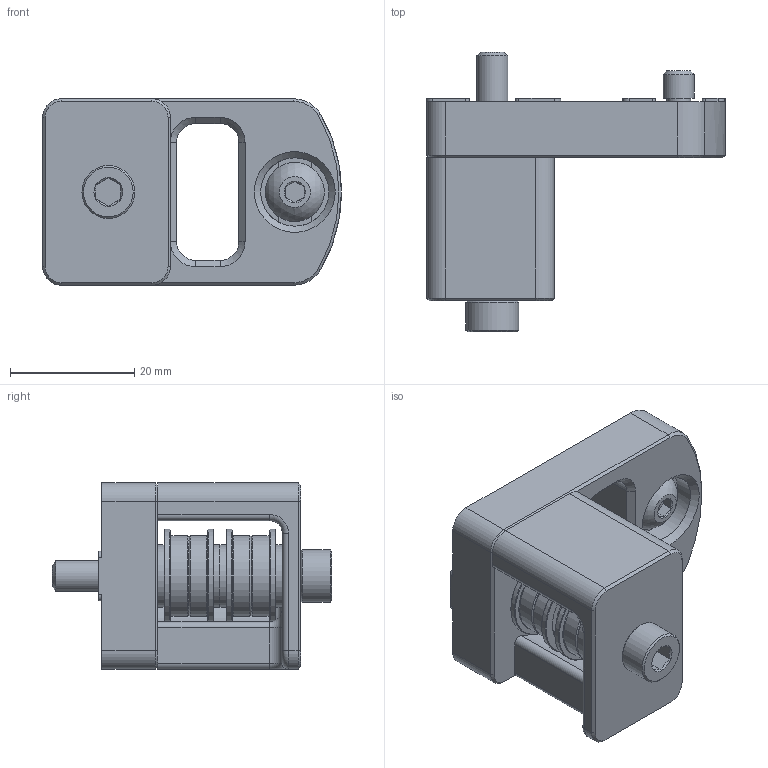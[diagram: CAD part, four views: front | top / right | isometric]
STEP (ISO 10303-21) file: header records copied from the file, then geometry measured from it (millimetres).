
FILE_DESCRIPTION(/* description */ (''),/* implementation_level */ '2;1');
FILE_NAME(/* name */ 'Idler Assembly.stp',/* time_stamp */ '2024-08-17T16:05:58-06:00',/* author */ ('PC'),/* organization */ (''),/* preprocessor_version */ 'ST-DEVELOPER v20',/* originating_system */ 'Autodesk Inventor 2025',/* authorisation */ '');
FILE_SCHEMA (('AUTOMOTIVE_DESIGN { 1 0 10303 214 3 1 1 }'));
Length unit declared in the file: millimetre
Products named in the file (9): Upper Block - Left; Idler Pulley Assembly v3 (2); Idler Pulley Assembly v3 (3); F695-2RS v1 (1); F695-2RS v1 (2); M5 1mm Spacer; M5x10 BHCS; M5x40 SHCS (1); Pieza654
Assembly tree (13 placements, depth 3):
  Upper Block - Left
    Idler Pulley Assembly v3 (2)
      F695-2RS v1 (1)
      F695-2RS v1 (2)
      M5 1mm Spacer  x2
    Idler Pulley Assembly v3 (3)
      F695-2RS v1 (1)
      F695-2RS v1 (2)
      M5 1mm Spacer  x2
    M5x10 BHCS
    M5x40 SHCS (1)
    Pieza654
Bounding box: 48.08 x 45 x 30 mm (x, y, z)
Volume: 19896.6 mm3; surface area: 12243.7 mm2
Topology: 12 solids, 12 shells, 338 faces, 727 edges, 440 vertices
Faces by surface type: plane 131, cylinder 117, cone 72, torus 11, bspline 6, sphere 1
Full cylindrical faces by diameter (mm): 3.8 x1, 5 x7, 5.4 x7, 6.5 x8, 8.5 x1, 9.5 x1, 10 x4, 11 x1, 11.5 x8, 13 x4, 15 x4
Entity records: 8422 total; most frequent: CARTESIAN_POINT 1650, DIRECTION 1465, ORIENTED_EDGE 1242, EDGE_CURVE 621, AXIS2_PLACEMENT_3D 566, VERTEX_POINT 378, LINE 333, VECTOR 333
